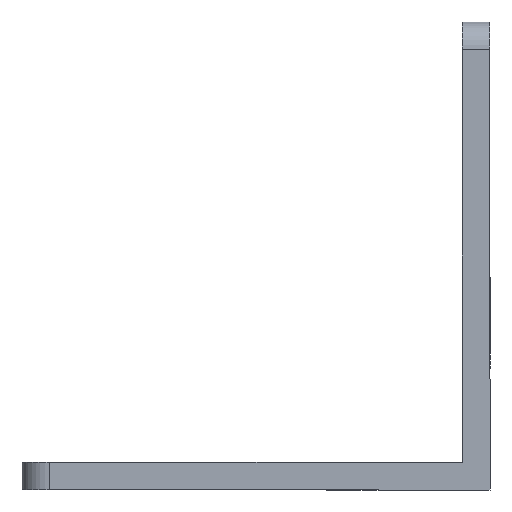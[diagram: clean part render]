
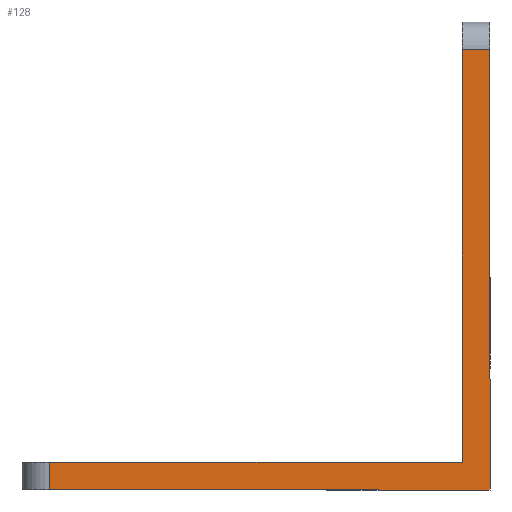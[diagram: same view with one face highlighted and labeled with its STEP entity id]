
A CAD part, left-side view. The second image highlights one B-rep face of the part: STEP entity #128.
In plain terms, the highlighted planar face has unit normal (-1, 0, 0).
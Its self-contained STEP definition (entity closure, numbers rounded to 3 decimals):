
#17 = LINE ( 'NONE', #1055, #1674 ) ;
#72 = EDGE_CURVE ( 'NONE', #935, #1672, #17, .T. ) ;
#89 = CARTESIAN_POINT ( 'NONE',  ( 0., 0., 0. ) ) ;
#128 = ADVANCED_FACE ( 'NONE', ( #604 ), #938, .T. ) ;
#160 = EDGE_CURVE ( 'NONE', #1672, #684, #479, .T. ) ;
#189 = ORIENTED_EDGE ( 'NONE', *, *, #764, .F. ) ;
#205 = LINE ( 'NONE', #779, #392 ) ;
#218 = CARTESIAN_POINT ( 'NONE',  ( 0., -22.5, 46.5 ) ) ;
#267 = VECTOR ( 'NONE', #1221, 1000. ) ;
#386 = DIRECTION ( 'NONE',  ( 0., 0., -1. ) ) ;
#392 = VECTOR ( 'NONE', #1496, 1000. ) ;
#407 = CARTESIAN_POINT ( 'NONE',  ( 0., 0., 46.5 ) ) ;
#479 = LINE ( 'NONE', #916, #1373 ) ;
#504 = CARTESIAN_POINT ( 'NONE',  ( 0., -22.5, 1.5 ) ) ;
#519 = CARTESIAN_POINT ( 'NONE',  ( 0., -25.5, 49.5 ) ) ;
#532 = DIRECTION ( 'NONE',  ( 0., 0., 1. ) ) ;
#549 = DIRECTION ( 'NONE',  ( 0., 1., 0. ) ) ;
#558 = VERTEX_POINT ( 'NONE', #218 ) ;
#590 = CARTESIAN_POINT ( 'NONE',  ( 0., 22.5, -1.5 ) ) ;
#604 = FACE_OUTER_BOUND ( 'NONE', #797, .T. ) ;
#640 = VECTOR ( 'NONE', #549, 1000. ) ;
#662 = VERTEX_POINT ( 'NONE', #1584 ) ;
#667 = DIRECTION ( 'NONE',  ( 0., -1., 0. ) ) ;
#684 = VERTEX_POINT ( 'NONE', #1075 ) ;
#702 = EDGE_CURVE ( 'NONE', #1714, #684, #1780, .T. ) ;
#708 = EDGE_CURVE ( 'NONE', #662, #558, #998, .T. ) ;
#764 = EDGE_CURVE ( 'NONE', #935, #662, #205, .T. ) ;
#779 = CARTESIAN_POINT ( 'NONE',  ( 0., 25.5, 1.5 ) ) ;
#797 = EDGE_LOOP ( 'NONE', ( #1052, #1619, #1193, #189, #842, #1300 ) ) ;
#842 = ORIENTED_EDGE ( 'NONE', *, *, #72, .T. ) ;
#916 = CARTESIAN_POINT ( 'NONE',  ( 0., 25.5, -1.5 ) ) ;
#935 = VERTEX_POINT ( 'NONE', #1789 ) ;
#938 = PLANE ( 'NONE',  #1145 ) ;
#988 = CARTESIAN_POINT ( 'NONE',  ( 0., -25.5, 46.5 ) ) ;
#998 = LINE ( 'NONE', #504, #267 ) ;
#1052 = ORIENTED_EDGE ( 'NONE', *, *, #702, .F. ) ;
#1055 = CARTESIAN_POINT ( 'NONE',  ( 0., 22.5, -1.5 ) ) ;
#1075 = CARTESIAN_POINT ( 'NONE',  ( 0., -25.5, -1.5 ) ) ;
#1145 = AXIS2_PLACEMENT_3D ( 'NONE', #89, #1787, #532 ) ;
#1193 = ORIENTED_EDGE ( 'NONE', *, *, #708, .F. ) ;
#1221 = DIRECTION ( 'NONE',  ( 0., 0., 1. ) ) ;
#1300 = ORIENTED_EDGE ( 'NONE', *, *, #160, .T. ) ;
#1324 = VECTOR ( 'NONE', #386, 1000. ) ;
#1373 = VECTOR ( 'NONE', #667, 1000. ) ;
#1496 = DIRECTION ( 'NONE',  ( 0., -1., 0. ) ) ;
#1584 = CARTESIAN_POINT ( 'NONE',  ( 0., -22.5, 1.5 ) ) ;
#1606 = EDGE_CURVE ( 'NONE', #1714, #558, #1708, .T. ) ;
#1612 = DIRECTION ( 'NONE',  ( 0., 0., -1. ) ) ;
#1619 = ORIENTED_EDGE ( 'NONE', *, *, #1606, .T. ) ;
#1672 = VERTEX_POINT ( 'NONE', #590 ) ;
#1674 = VECTOR ( 'NONE', #1612, 1000. ) ;
#1708 = LINE ( 'NONE', #407, #640 ) ;
#1714 = VERTEX_POINT ( 'NONE', #988 ) ;
#1780 = LINE ( 'NONE', #519, #1324 ) ;
#1787 = DIRECTION ( 'NONE',  ( -1., 0., 0. ) ) ;
#1789 = CARTESIAN_POINT ( 'NONE',  ( 0., 22.5, 1.5 ) ) ;
